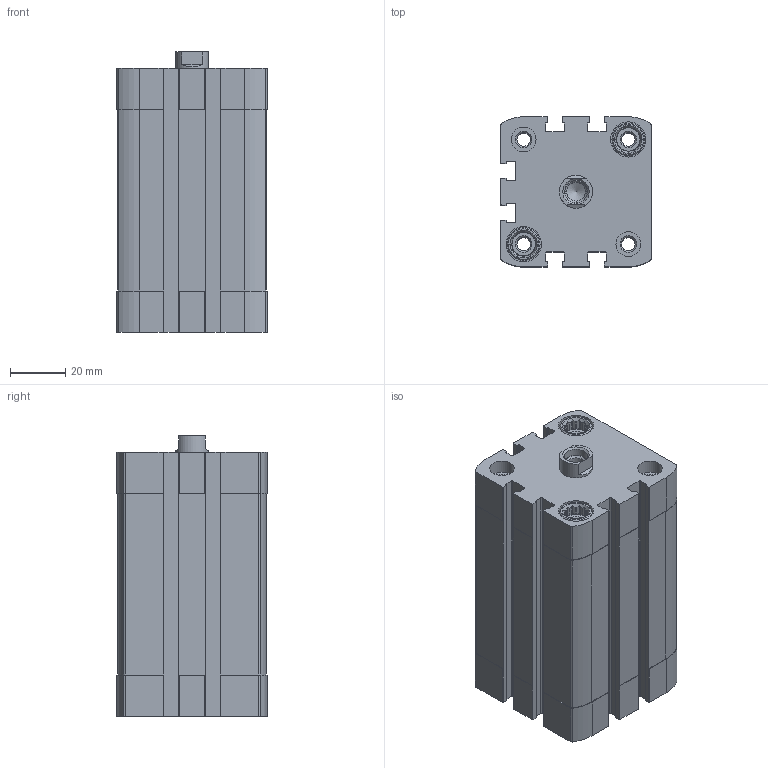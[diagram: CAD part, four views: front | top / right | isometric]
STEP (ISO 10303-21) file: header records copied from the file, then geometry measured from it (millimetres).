
FILE_DESCRIPTION(/* description */ ('STEP AP214'),/* implementation_level */ '2;1');
FILE_NAME(/* name */ '557115_ADN-1_5_8-2-I-P-A',/* time_stamp */ '2024-07-30T16:18:29+02:00',/* author */ ('License CC BY-ND 4.0'),/* organization */ ('CADENAS'),/* preprocessor_version */ 'ST-DEVELOPER v19.3',/* originating_system */ 'PARTsolutions',/* authorisation */ ' ');
FILE_SCHEMA (('AUTOMOTIVE_DESIGN {1 0 10303 214 3 1 1}'));
Length unit declared in the file: millimetre
Products named in the file (3): 557115 ADN-1 5/8"-2"-I-P-A--(20); 557115 ADN-2_(HS); 557115 ADN-2-I_(PS)
Assembly tree (2 placements, depth 2):
  557115 ADN-1 5/8"-2"-I-P-A--(20)
    557115 ADN-2_(HS)
    557115 ADN-2-I_(PS)
Bounding box: 54.5 x 54.5 x 101.9 mm (x, y, z)
Volume: 184291.6 mm3; surface area: 61067.4 mm2
Topology: 2 solids, 2 shells, 410 faces, 1089 edges, 713 vertices
Faces by surface type: plane 268, cylinder 119, cone 23
Full cylindrical faces by diameter (mm): 4.917 x8, 6 x4, 6.792 x1, 8.4 x1, 8.5 x4, 9 x5, 11.9 x4, 12 x2, 12.8 x4, 41.275 x2
Entity records: 12545 total; most frequent: CARTESIAN_POINT 2426, DIRECTION 2104, ORIENTED_EDGE 2036, EDGE_CURVE 1018, AXIS2_PLACEMENT_3D 771, VERTEX_POINT 701, LINE 562, VECTOR 562
